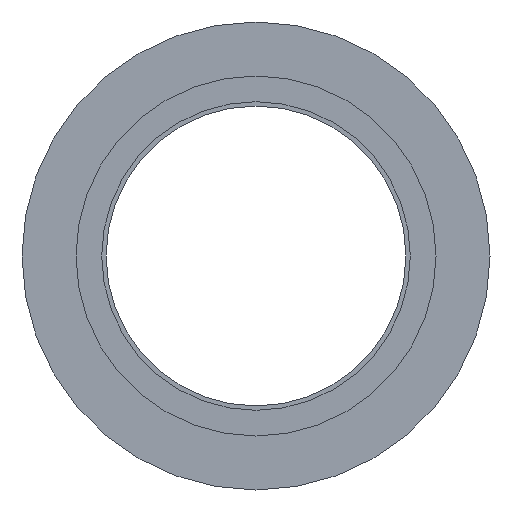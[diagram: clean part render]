
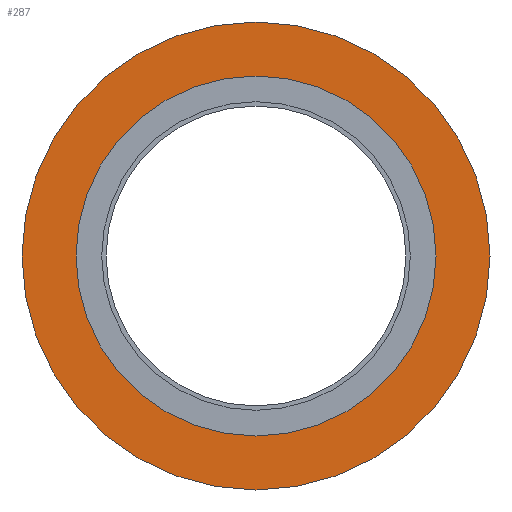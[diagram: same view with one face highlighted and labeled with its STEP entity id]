
A CAD part, left-side view. The second image highlights one B-rep face of the part: STEP entity #287.
In plain terms, the highlighted planar face has unit normal (-1, 0, 0).
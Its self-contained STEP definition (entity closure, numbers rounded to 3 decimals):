
#30 = CARTESIAN_POINT ( 'NONE',  ( -10.38, -8.135, 35. ) ) ;
#33 = CIRCLE ( 'NONE', #618, 35. ) ;
#38 = FACE_OUTER_BOUND ( 'NONE', #194, .T. ) ;
#43 = DIRECTION ( 'NONE',  ( 0., 0., 1. ) ) ;
#48 = ORIENTED_EDGE ( 'NONE', *, *, #403, .F. ) ;
#59 = AXIS2_PLACEMENT_3D ( 'NONE', #746, #304, #625 ) ;
#91 = DIRECTION ( 'NONE',  ( -1., 0., 0. ) ) ;
#96 = ORIENTED_EDGE ( 'NONE', *, *, #720, .T. ) ;
#99 = AXIS2_PLACEMENT_3D ( 'NONE', #449, #333, #160 ) ;
#111 = CIRCLE ( 'NONE', #270, 45.5 ) ;
#148 = DIRECTION ( 'NONE',  ( -1., 0., 0. ) ) ;
#160 = DIRECTION ( 'NONE',  ( 0., 0., -1. ) ) ;
#162 = ORIENTED_EDGE ( 'NONE', *, *, #319, .F. ) ;
#164 = CARTESIAN_POINT ( 'NONE',  ( -10.38, -8.135, -45.5 ) ) ;
#170 = CARTESIAN_POINT ( 'NONE',  ( -10.38, -8.135, 0. ) ) ;
#181 = DIRECTION ( 'NONE',  ( -1., 0., 0. ) ) ;
#194 = EDGE_LOOP ( 'NONE', ( #520, #96 ) ) ;
#210 = CARTESIAN_POINT ( 'NONE',  ( -10.38, -8.135, 45.5 ) ) ;
#212 = AXIS2_PLACEMENT_3D ( 'NONE', #652, #91, #43 ) ;
#270 = AXIS2_PLACEMENT_3D ( 'NONE', #170, #181, #345 ) ;
#285 = VERTEX_POINT ( 'NONE', #442 ) ;
#287 = ADVANCED_FACE ( 'NONE', ( #693, #38 ), #507, .F. ) ;
#304 = DIRECTION ( 'NONE',  ( -1., 0., 0. ) ) ;
#318 = VERTEX_POINT ( 'NONE', #30 ) ;
#319 = EDGE_CURVE ( 'NONE', #318, #285, #728, .T. ) ;
#333 = DIRECTION ( 'NONE',  ( 1., 0., 0. ) ) ;
#338 = DIRECTION ( 'NONE',  ( 0., 0., 1. ) ) ;
#342 = VERTEX_POINT ( 'NONE', #210 ) ;
#345 = DIRECTION ( 'NONE',  ( 0., 0., 1. ) ) ;
#354 = VERTEX_POINT ( 'NONE', #164 ) ;
#403 = EDGE_CURVE ( 'NONE', #285, #318, #33, .T. ) ;
#442 = CARTESIAN_POINT ( 'NONE',  ( -10.38, -8.135, -35. ) ) ;
#443 = EDGE_LOOP ( 'NONE', ( #162, #48 ) ) ;
#449 = CARTESIAN_POINT ( 'NONE',  ( -10.38, 37.365, 0. ) ) ;
#507 = PLANE ( 'NONE',  #99 ) ;
#508 = EDGE_CURVE ( 'NONE', #342, #354, #111, .T. ) ;
#520 = ORIENTED_EDGE ( 'NONE', *, *, #508, .T. ) ;
#618 = AXIS2_PLACEMENT_3D ( 'NONE', #699, #148, #338 ) ;
#625 = DIRECTION ( 'NONE',  ( 0., 0., 1. ) ) ;
#652 = CARTESIAN_POINT ( 'NONE',  ( -10.38, -8.135, 0. ) ) ;
#672 = CIRCLE ( 'NONE', #59, 45.5 ) ;
#693 = FACE_BOUND ( 'NONE', #443, .T. ) ;
#699 = CARTESIAN_POINT ( 'NONE',  ( -10.38, -8.135, 0. ) ) ;
#720 = EDGE_CURVE ( 'NONE', #354, #342, #672, .T. ) ;
#728 = CIRCLE ( 'NONE', #212, 35. ) ;
#746 = CARTESIAN_POINT ( 'NONE',  ( -10.38, -8.135, 0. ) ) ;
